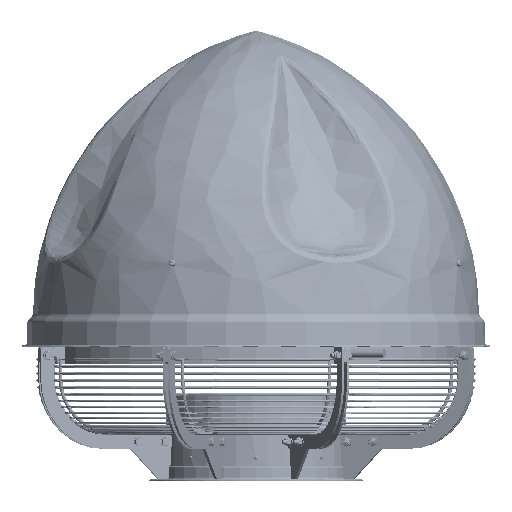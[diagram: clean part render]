
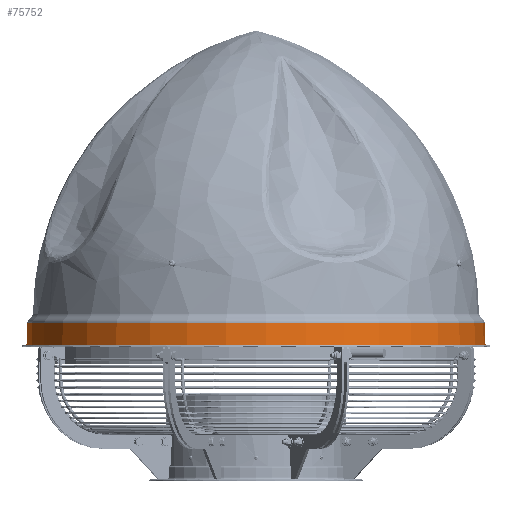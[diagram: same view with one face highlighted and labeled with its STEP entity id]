
A CAD part, front view. The second image highlights one B-rep face of the part: STEP entity #75752.
In plain terms, the highlighted conical face has half-angle 2 degrees and reference radius 391.675 mm.
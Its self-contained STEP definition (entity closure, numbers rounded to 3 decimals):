
#1697=CONICAL_SURFACE('',#82061,391.674,0.035);
#7708=FACE_OUTER_BOUND('',#12341,.T.);
#12341=EDGE_LOOP('',(#61566,#61567,#61568,#61569,#61570));
#15715=CIRCLE('',#82004,392.399);
#15754=CIRCLE('',#82055,391.088);
#15755=CIRCLE('',#82056,391.088);
#20646=LINE('',#146455,#26186);
#26186=VECTOR('',#98558,391.674);
#33067=VERTEX_POINT('',#140308);
#33119=VERTEX_POINT('',#146442);
#33120=VERTEX_POINT('',#146444);
#42870=EDGE_CURVE('',#33067,#33067,#15715,.T.);
#42966=EDGE_CURVE('',#33119,#33120,#15754,.T.);
#42967=EDGE_CURVE('',#33120,#33119,#15755,.T.);
#42972=EDGE_CURVE('',#33120,#33067,#20646,.T.);
#61566=ORIENTED_EDGE('',*,*,#42966,.F.);
#61567=ORIENTED_EDGE('',*,*,#42967,.F.);
#61568=ORIENTED_EDGE('',*,*,#42972,.T.);
#61569=ORIENTED_EDGE('',*,*,#42870,.T.);
#61570=ORIENTED_EDGE('',*,*,#42972,.F.);
#75752=ADVANCED_FACE('',(#7708),#1697,.T.);
#82004=AXIS2_PLACEMENT_3D('',#140309,#98433,#98434);
#82055=AXIS2_PLACEMENT_3D('',#146445,#98543,#98544);
#82056=AXIS2_PLACEMENT_3D('',#146446,#98545,#98546);
#82061=AXIS2_PLACEMENT_3D('',#146454,#98556,#98557);
#98433=DIRECTION('center_axis',(0.,0.,
1.));
#98434=DIRECTION('ref_axis',(-0.924,-0.383,0.));
#98543=DIRECTION('center_axis',(0.,0.,
1.));
#98544=DIRECTION('ref_axis',(0.924,0.383,0.));
#98545=DIRECTION('center_axis',(0.,0.,
1.));
#98546=DIRECTION('ref_axis',(0.924,0.383,0.));
#98556=DIRECTION('center_axis',(0.,0.,
-1.));
#98557=DIRECTION('ref_axis',(-0.924,-0.383,0.));
#98558=DIRECTION('',(0.032,0.013,-0.999));
#140308=CARTESIAN_POINT('',(362.529,150.164,232.25));
#140309=CARTESIAN_POINT('Origin',(0.,0.,
232.25));
#146442=CARTESIAN_POINT('',(-149.663,361.318,269.788));
#146444=CARTESIAN_POINT('',(361.318,149.663,269.788));
#146445=CARTESIAN_POINT('Origin',(0.,0.,
269.788));
#146446=CARTESIAN_POINT('Origin',(0.,0.,
269.788));
#146454=CARTESIAN_POINT('Origin',(0.,0.,
252.987));
#146455=CARTESIAN_POINT('',(361.86,149.887,252.987));
